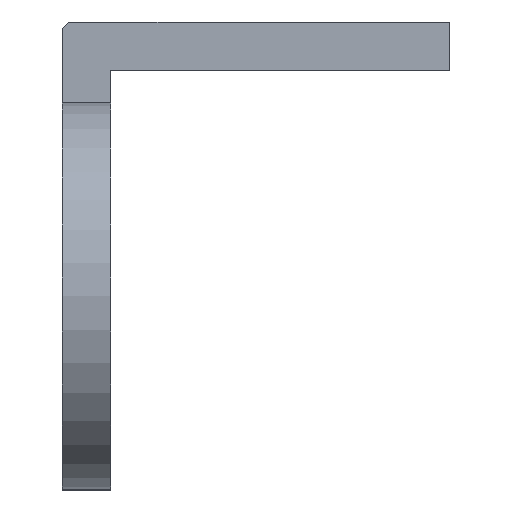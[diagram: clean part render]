
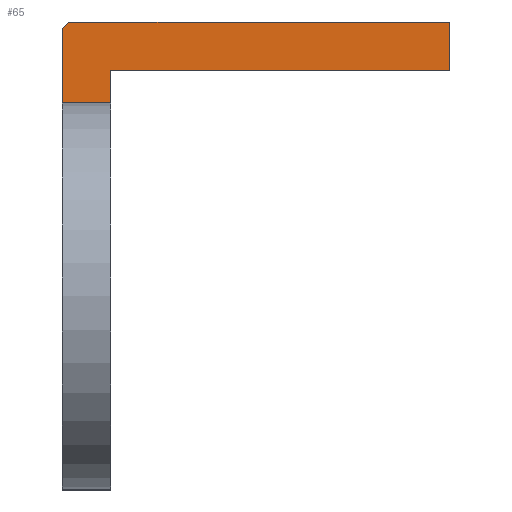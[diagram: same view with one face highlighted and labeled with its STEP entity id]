
A CAD part, left-side view. The second image highlights one B-rep face of the part: STEP entity #65.
In plain terms, the highlighted planar face has unit normal (-1, 0, 0).
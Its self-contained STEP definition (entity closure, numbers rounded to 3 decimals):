
#4 = VERTEX_POINT ( 'NONE', #871 ) ;
#11 = EDGE_CURVE ( 'NONE', #312, #142, #332, .T. ) ;
#65 = ADVANCED_FACE ( 'NONE', ( #429 ), #1088, .F. ) ;
#118 = ORIENTED_EDGE ( 'NONE', *, *, #875, .F. ) ;
#126 = LINE ( 'NONE', #931, #844 ) ;
#129 = VECTOR ( 'NONE', #412, 1000. ) ;
#134 = DIRECTION ( 'NONE',  ( 0., 0., 1. ) ) ;
#142 = VERTEX_POINT ( 'NONE', #292 ) ;
#144 = LINE ( 'NONE', #151, #1140 ) ;
#151 = CARTESIAN_POINT ( 'NONE',  ( -47., 3., 16.6 ) ) ;
#184 = ORIENTED_EDGE ( 'NONE', *, *, #925, .T. ) ;
#208 = AXIS2_PLACEMENT_3D ( 'NONE', #707, #791, #244 ) ;
#229 = VECTOR ( 'NONE', #504, 1000. ) ;
#239 = CARTESIAN_POINT ( 'NONE',  ( -47., -21., 14. ) ) ;
#244 = DIRECTION ( 'NONE',  ( 0., 0., -1. ) ) ;
#269 = ORIENTED_EDGE ( 'NONE', *, *, #848, .F. ) ;
#292 = CARTESIAN_POINT ( 'NONE',  ( -47., 0., 14. ) ) ;
#293 = CARTESIAN_POINT ( 'NONE',  ( -47., 3., 16.6 ) ) ;
#312 = VERTEX_POINT ( 'NONE', #850 ) ;
#332 = LINE ( 'NONE', #239, #129 ) ;
#363 = CARTESIAN_POINT ( 'NONE',  ( -47., 2.6, 17. ) ) ;
#366 = DIRECTION ( 'NONE',  ( 0., 0., -1. ) ) ;
#384 = LINE ( 'NONE', #747, #1120 ) ;
#399 = CARTESIAN_POINT ( 'NONE',  ( -47., 3., 12. ) ) ;
#403 = LINE ( 'NONE', #399, #229 ) ;
#412 = DIRECTION ( 'NONE',  ( 0., 1., 0. ) ) ;
#429 = FACE_OUTER_BOUND ( 'NONE', #480, .T. ) ;
#479 = CARTESIAN_POINT ( 'NONE',  ( -47., 0., 14. ) ) ;
#480 = EDGE_LOOP ( 'NONE', ( #573, #184, #118, #496, #269, #1073, #780 ) ) ;
#496 = ORIENTED_EDGE ( 'NONE', *, *, #741, .F. ) ;
#504 = DIRECTION ( 'NONE',  ( 0., 1., 0. ) ) ;
#548 = CARTESIAN_POINT ( 'NONE',  ( -47., 3., 17. ) ) ;
#573 = ORIENTED_EDGE ( 'NONE', *, *, #595, .F. ) ;
#595 = EDGE_CURVE ( 'NONE', #1185, #922, #918, .T. ) ;
#616 = VECTOR ( 'NONE', #645, 1000. ) ;
#645 = DIRECTION ( 'NONE',  ( 0., -1., 0. ) ) ;
#670 = EDGE_CURVE ( 'NONE', #922, #312, #384, .T. ) ;
#707 = CARTESIAN_POINT ( 'NONE',  ( -47., 0., 0. ) ) ;
#741 = EDGE_CURVE ( 'NONE', #4, #937, #403, .T. ) ;
#747 = CARTESIAN_POINT ( 'NONE',  ( -47., -21., 17. ) ) ;
#767 = DIRECTION ( 'NONE',  ( 0., 0., -1. ) ) ;
#776 = VERTEX_POINT ( 'NONE', #293 ) ;
#779 = CARTESIAN_POINT ( 'NONE',  ( -47., 3., 12. ) ) ;
#780 = ORIENTED_EDGE ( 'NONE', *, *, #670, .F. ) ;
#791 = DIRECTION ( 'NONE',  ( 1., 0., 0. ) ) ;
#844 = VECTOR ( 'NONE', #134, 1000. ) ;
#848 = EDGE_CURVE ( 'NONE', #142, #4, #1046, .T. ) ;
#850 = CARTESIAN_POINT ( 'NONE',  ( -47., -21., 14. ) ) ;
#871 = CARTESIAN_POINT ( 'NONE',  ( -47., 0., 12. ) ) ;
#875 = EDGE_CURVE ( 'NONE', #937, #776, #126, .T. ) ;
#918 = LINE ( 'NONE', #548, #616 ) ;
#920 = VECTOR ( 'NONE', #767, 1000. ) ;
#922 = VERTEX_POINT ( 'NONE', #1151 ) ;
#925 = EDGE_CURVE ( 'NONE', #1185, #776, #144, .T. ) ;
#931 = CARTESIAN_POINT ( 'NONE',  ( -47., 3., 12. ) ) ;
#937 = VERTEX_POINT ( 'NONE', #779 ) ;
#1046 = LINE ( 'NONE', #479, #920 ) ;
#1073 = ORIENTED_EDGE ( 'NONE', *, *, #11, .F. ) ;
#1086 = DIRECTION ( 'NONE',  ( 0., 0.707, -0.707 ) ) ;
#1088 = PLANE ( 'NONE',  #208 ) ;
#1120 = VECTOR ( 'NONE', #366, 1000. ) ;
#1140 = VECTOR ( 'NONE', #1086, 1000. ) ;
#1151 = CARTESIAN_POINT ( 'NONE',  ( -47., -21., 17. ) ) ;
#1185 = VERTEX_POINT ( 'NONE', #363 ) ;
